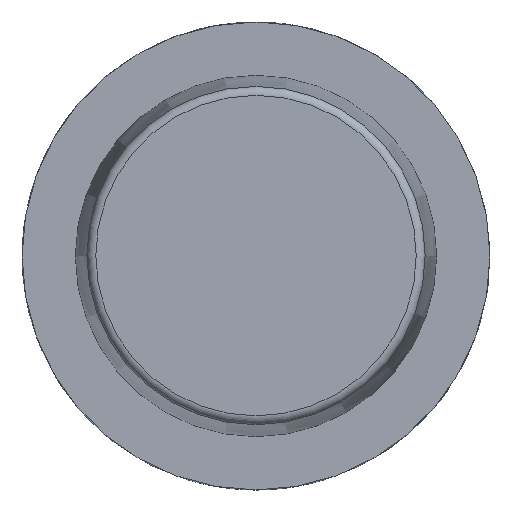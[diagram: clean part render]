
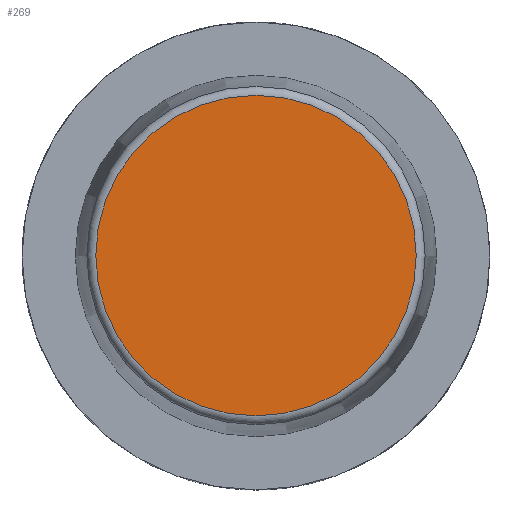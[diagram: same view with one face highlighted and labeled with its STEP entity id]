
A CAD part, top view. The second image highlights one B-rep face of the part: STEP entity #269.
In plain terms, the highlighted planar face has unit normal (0, 0, 1).
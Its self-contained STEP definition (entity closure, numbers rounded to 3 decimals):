
#189=FACE_OUTER_BOUND('',#393,.T.);
#269=ADVANCED_FACE('',(#189),#328,.F.);
#328=PLANE('',#1071);
#393=EDGE_LOOP('',(#480));
#480=ORIENTED_EDGE('',*,*,#853,.F.);
#754=VERTEX_POINT('',#1490);
#853=EDGE_CURVE('',#754,#754,#985,.T.);
#985=CIRCLE('',#1070,21.575);
#1070=AXIS2_PLACEMENT_3D('',#1489,#1204,#1205);
#1071=AXIS2_PLACEMENT_3D('',#1491,#1206,#1207);
#1204=DIRECTION('',(0.,0.,-1.));
#1205=DIRECTION('',(1.,0.,0.));
#1206=DIRECTION('',(0.,0.,-1.));
#1207=DIRECTION('',(1.,0.,0.));
#1489=CARTESIAN_POINT('',(0.,0.,32.));
#1490=CARTESIAN_POINT('',(21.575,0.,32.));
#1491=CARTESIAN_POINT('',(0.,0.,32.));
